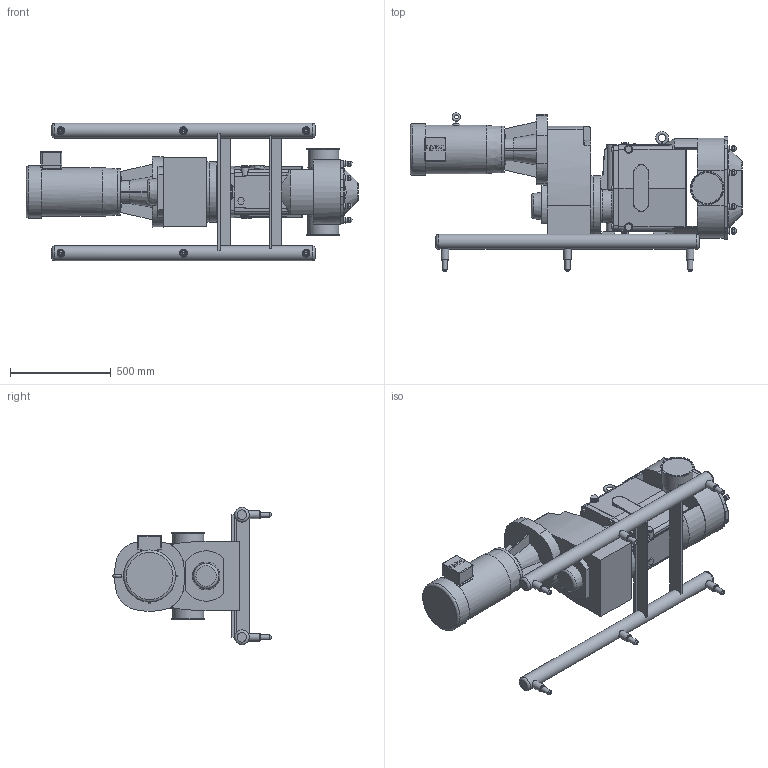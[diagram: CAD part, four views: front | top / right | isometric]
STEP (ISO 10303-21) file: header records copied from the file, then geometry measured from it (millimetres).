
FILE_DESCRIPTION(/* description */ (''),/* implementation_level */ '2;1');
FILE_NAME(/* name */ 'U2_370U2_215TC_6x6_S-Line_10HP_SM.stp',/* time_stamp */ '2020-10-20T15:45:43+05:00',/* author */ ('trtmhr'),/* organization */ (''),/* preprocessor_version */ 'ST-DEVELOPER v17',/* originating_system */ 'Autodesk Inventor 2018',/* authorisation */ '');
FILE_SCHEMA (('AUTOMOTIVE_DESIGN { 1 0 10303 214 3 1 1 }'));
Length unit declared in the file: inch
Products named in the file (1): U2_370U2_215TC_6x6_S-Line_10HP_SM
Bounding box: 1650.44 x 786.27 x 682.62 mm (x, y, z)
Volume: 153913190.1 mm3; surface area: 3880563.5 mm2
Topology: 6 solids, 6 shells, 950 faces, 2467 edges, 1594 vertices
Faces by surface type: plane 471, cylinder 234, bspline 106, torus 78, cone 45, sphere 16
Full cylindrical faces by diameter (mm): 5.08 x1, 6.39 x1, 12.141 x1, 12.395 x5, 12.7 x4, 23.012 x8, 25.4 x6, 29.083 x8, 38.1 x10, 152.4 x2, 154.483 x2, 166.878 x2, 232.994 x1, 241.579 x1, 258.572 x1, 299.974 x1, 299.999 x1
Entity records: 32826 total; most frequent: CARTESIAN_POINT 9672, ORIENTED_EDGE 4918, DIRECTION 4633, EDGE_CURVE 2459, AXIS2_PLACEMENT_3D 1664, VERTEX_POINT 1594, LINE 1305, VECTOR 1305
